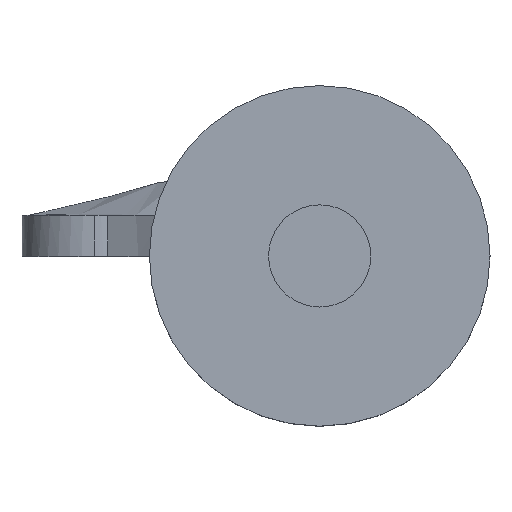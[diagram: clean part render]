
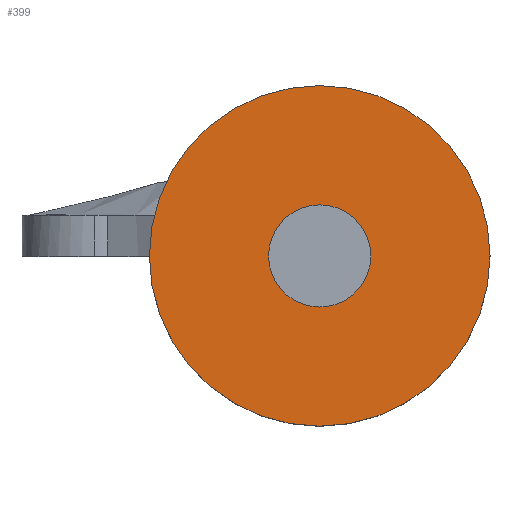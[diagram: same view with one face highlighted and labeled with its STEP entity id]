
A CAD part, top view. The second image highlights one B-rep face of the part: STEP entity #399.
In plain terms, the highlighted planar face has unit normal (0, 0, 1).
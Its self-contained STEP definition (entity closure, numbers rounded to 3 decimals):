
#3 = VERTEX_POINT ( 'NONE', #374 ) ;
#4 = CIRCLE ( 'NONE', #144, 15. ) ;
#35 = CARTESIAN_POINT ( 'NONE',  ( 0., 0., 0. ) ) ;
#56 = FACE_OUTER_BOUND ( 'NONE', #570, .T. ) ;
#86 = ORIENTED_EDGE ( 'NONE', *, *, #805, .T. ) ;
#140 = VERTEX_POINT ( 'NONE', #920 ) ;
#144 = AXIS2_PLACEMENT_3D ( 'NONE', #35, #1078, #795 ) ;
#190 = ORIENTED_EDGE ( 'NONE', *, *, #1199, .T. ) ;
#216 = PLANE ( 'NONE',  #572 ) ;
#223 = AXIS2_PLACEMENT_3D ( 'NONE', #1094, #889, #808 ) ;
#272 = AXIS2_PLACEMENT_3D ( 'NONE', #454, #657, #566 ) ;
#344 = DIRECTION ( 'NONE',  ( 0., 0., 1. ) ) ;
#374 = CARTESIAN_POINT ( 'NONE',  ( 50., 0., 0. ) ) ;
#378 = EDGE_LOOP ( 'NONE', ( #794, #1187 ) ) ;
#383 = EDGE_CURVE ( 'NONE', #757, #739, #456, .T. ) ;
#399 = ADVANCED_FACE ( 'NONE', ( #527, #56 ), #216, .T. ) ;
#424 = CARTESIAN_POINT ( 'NONE',  ( 15., 0., 0. ) ) ;
#454 = CARTESIAN_POINT ( 'NONE',  ( 0., 0., 0. ) ) ;
#456 = CIRCLE ( 'NONE', #1219, 15. ) ;
#516 = CARTESIAN_POINT ( 'NONE',  ( -15., 0., 0. ) ) ;
#527 = FACE_BOUND ( 'NONE', #378, .T. ) ;
#566 = DIRECTION ( 'NONE',  ( 1., 0., 0. ) ) ;
#570 = EDGE_LOOP ( 'NONE', ( #190, #86 ) ) ;
#572 = AXIS2_PLACEMENT_3D ( 'NONE', #900, #1163, #820 ) ;
#621 = DIRECTION ( 'NONE',  ( 1., 0., 0. ) ) ;
#657 = DIRECTION ( 'NONE',  ( 0., 0., 1. ) ) ;
#724 = EDGE_CURVE ( 'NONE', #739, #757, #4, .T. ) ;
#739 = VERTEX_POINT ( 'NONE', #424 ) ;
#740 = CIRCLE ( 'NONE', #272, 50. ) ;
#757 = VERTEX_POINT ( 'NONE', #516 ) ;
#794 = ORIENTED_EDGE ( 'NONE', *, *, #724, .F. ) ;
#795 = DIRECTION ( 'NONE',  ( 1., 0., 0. ) ) ;
#797 = CARTESIAN_POINT ( 'NONE',  ( 0., 0., 0. ) ) ;
#805 = EDGE_CURVE ( 'NONE', #140, #3, #1107, .T. ) ;
#808 = DIRECTION ( 'NONE',  ( 1., 0., 0. ) ) ;
#820 = DIRECTION ( 'NONE',  ( 1., 0., 0. ) ) ;
#889 = DIRECTION ( 'NONE',  ( 0., 0., 1. ) ) ;
#900 = CARTESIAN_POINT ( 'NONE',  ( 0., 0., 0. ) ) ;
#920 = CARTESIAN_POINT ( 'NONE',  ( -50., 0., 0. ) ) ;
#1078 = DIRECTION ( 'NONE',  ( 0., 0., 1. ) ) ;
#1094 = CARTESIAN_POINT ( 'NONE',  ( 0., 0., 0. ) ) ;
#1107 = CIRCLE ( 'NONE', #223, 50. ) ;
#1163 = DIRECTION ( 'NONE',  ( 0., 0., 1. ) ) ;
#1187 = ORIENTED_EDGE ( 'NONE', *, *, #383, .F. ) ;
#1199 = EDGE_CURVE ( 'NONE', #3, #140, #740, .T. ) ;
#1219 = AXIS2_PLACEMENT_3D ( 'NONE', #797, #344, #621 ) ;
